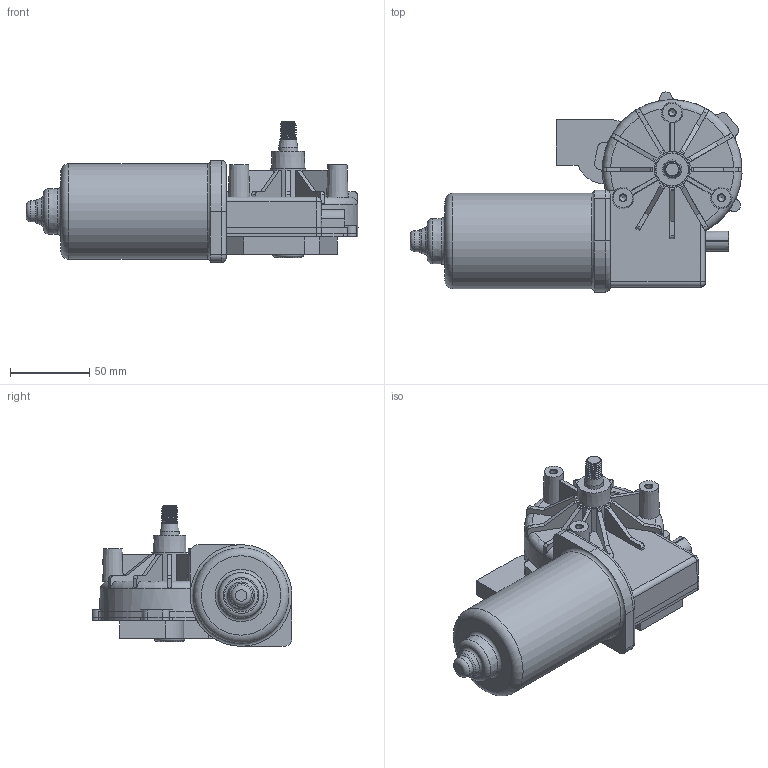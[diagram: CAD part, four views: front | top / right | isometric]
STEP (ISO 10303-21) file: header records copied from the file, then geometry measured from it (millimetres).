
FILE_DESCRIPTION(/* description */ (''),/* implementation_level */ '2;1');
FILE_NAME(/* name */ 'Motor MAN TGA.stp',/* time_stamp */ '2022-04-15T17:53:47+02:00',/* author */ ('travnicek'),/* organization */ ('ARPP'),/* preprocessor_version */ 'ST-DEVELOPER v18.102',/* originating_system */ 'SIEMENS PLM Software NX 2019',/* authorisation */ '');
FILE_SCHEMA (('AUTOMOTIVE_DESIGN { 1 0 10303 214 3 1 1 1 }'));
Length unit declared in the file: millimetre
Products named in the file (1): Motor MAN TGA
Bounding box: 208.93 x 125.83 x 88.5 mm (x, y, z)
Volume: 599127.7 mm3; surface area: 95361.8 mm2
Topology: 4 solids, 4 shells, 267 faces, 725 edges, 472 vertices
Faces by surface type: plane 136, cylinder 85, cone 18, torus 12, bspline 12, extrusion 3, sphere 1
Full cylindrical faces by diameter (mm): 3.754 x1, 4.2 x3, 8 x1, 12 x1, 13.2 x1, 60 x1
Entity records: 10295 total; most frequent: CARTESIAN_POINT 3565, ORIENTED_EDGE 1348, DIRECTION 1309, EDGE_CURVE 674, AXIS2_PLACEMENT_3D 496, VERTEX_POINT 458, VECTOR 317, LINE 314
